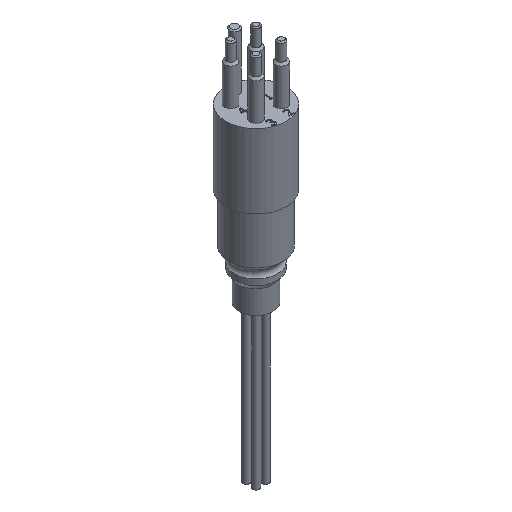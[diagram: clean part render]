
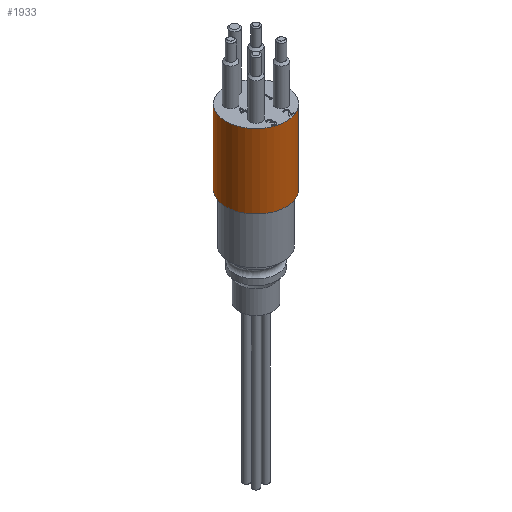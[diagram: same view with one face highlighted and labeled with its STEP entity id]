
A CAD part, isometric view. The second image highlights one B-rep face of the part: STEP entity #1933.
In plain terms, the highlighted cylindrical face has radius 7.75 mm (diameter 15.5 mm), a full revolution.
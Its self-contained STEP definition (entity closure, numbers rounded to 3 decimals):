
#31=CYLINDRICAL_SURFACE($,#2065,7.75);
#42=CIRCLE($,#1982,7.75);
#84=CIRCLE($,#2066,7.75);
#226=FACE_BOUND($,#504,.T.);
#341=FACE_OUTER_BOUND($,#503,.T.);
#503=EDGE_LOOP($,(#1722));
#504=EDGE_LOOP($,(#1723));
#936=VERTEX_POINT($,#3392);
#978=VERTEX_POINT($,#3518);
#1186=EDGE_CURVE($,#936,#936,#42,.T.);
#1228=EDGE_CURVE($,#978,#978,#84,.T.);
#1722=ORIENTED_EDGE($,*,*,#1186,.T.);
#1723=ORIENTED_EDGE($,*,*,#1228,.F.);
#1933=ADVANCED_FACE($,(#341,#226),#31,.T.);
#1982=AXIS2_PLACEMENT_3D($,#3393,#2302,#2303);
#2065=AXIS2_PLACEMENT_3D($,#3517,#2468,#2469);
#2066=AXIS2_PLACEMENT_3D($,#3519,#2470,#2471);
#2302=DIRECTION('center_axis',(0.,0.,-1.));
#2303=DIRECTION('ref_axis',(-1.,0.,0.));
#2468=DIRECTION('center_axis',(0.,0.,1.));
#2469=DIRECTION('ref_axis',(-1.,0.,0.));
#2470=DIRECTION('center_axis',(0.,0.,-1.));
#2471=DIRECTION('ref_axis',(-1.,0.,0.));
#3392=CARTESIAN_POINT('',(7.75,0.,19.));
#3393=CARTESIAN_POINT('Origin',(0.,0.,19.));
#3517=CARTESIAN_POINT('Origin',(0.,0.,0.));
#3518=CARTESIAN_POINT('',(7.75,0.,0.));
#3519=CARTESIAN_POINT('Origin',(0.,0.,0.));
